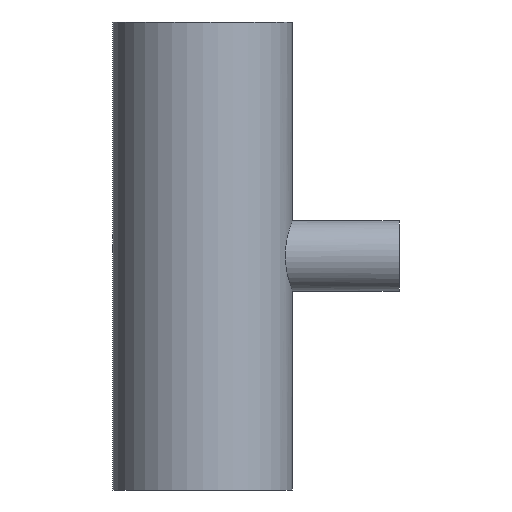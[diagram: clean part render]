
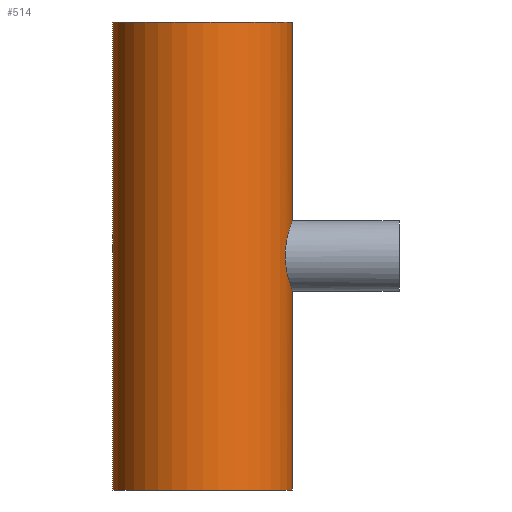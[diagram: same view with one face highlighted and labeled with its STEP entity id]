
A CAD part, front view. The second image highlights one B-rep face of the part: STEP entity #514.
In plain terms, the highlighted cylindrical face has radius 80 mm (diameter 160 mm), a partial arc.
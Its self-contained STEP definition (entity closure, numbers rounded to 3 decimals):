
#25 = LINE ( 'NONE', #369, #510 ) ;
#27 = EDGE_CURVE ( 'NONE', #174, #416, #462, .T. ) ;
#28 = CARTESIAN_POINT ( 'NONE',  ( 79.41, -9.709, 29.971 ) ) ;
#31 = CARTESIAN_POINT ( 'NONE',  ( 77.859, -18.404, 25.585 ) ) ;
#34 = CARTESIAN_POINT ( 'NONE',  ( 73.883, -30.681, 7.213 ) ) ;
#50 = CARTESIAN_POINT ( 'NONE',  ( 77.257, -20.823, -23.724 ) ) ;
#52 = VERTEX_POINT ( 'NONE', #300 ) ;
#70 = CARTESIAN_POINT ( 'NONE',  ( 73.581, -31.398, -2.592 ) ) ;
#74 = CARTESIAN_POINT ( 'NONE',  ( 79.681, -7.212, 30.681 ) ) ;
#77 = DIRECTION ( 'NONE',  ( 0., 0., -1. ) ) ;
#80 = CARTESIAN_POINT ( 'NONE',  ( 75.201, -27.317, 15.819 ) ) ;
#83 = CARTESIAN_POINT ( 'NONE',  ( 75.698, -25.883, 17.96 ) ) ;
#86 = CARTESIAN_POINT ( 'NONE',  ( 80., 0., -31.5 ) ) ;
#87 = ORIENTED_EDGE ( 'NONE', *, *, #27, .T. ) ;
#90 = CARTESIAN_POINT ( 'NONE',  ( 79.834, -5.173, -31.077 ) ) ;
#92 = LINE ( 'NONE', #493, #245 ) ;
#95 = DIRECTION ( 'NONE',  ( 1., 0., 0. ) ) ;
#96 = CARTESIAN_POINT ( 'NONE',  ( 76.002, -24.984, -19.212 ) ) ;
#116 = CYLINDRICAL_SURFACE ( 'NONE', #464, 80. ) ;
#118 = CARTESIAN_POINT ( 'NONE',  ( 73.543, -31.488, -1.022 ) ) ;
#120 = CARTESIAN_POINT ( 'NONE',  ( 80., -2.104, 31.5 ) ) ;
#126 = ORIENTED_EDGE ( 'NONE', *, *, #633, .F. ) ;
#128 = CARTESIAN_POINT ( 'NONE',  ( 76.003, -24.974, 19.204 ) ) ;
#140 = CARTESIAN_POINT ( 'NONE',  ( 79.894, -4.14, -31.231 ) ) ;
#163 = B_SPLINE_CURVE_WITH_KNOTS ( 'NONE', 3,
 ( #573, #120, #478, #74, #323, #28, #628, #415, #273, #534, #364, #31, #376, #222, #419, #580, #483, #625, #128, #371, #83, #80, #471, #278, #228, #282, #34, #231, #620, #166, #118, #316, #70, #270, #382, #386, #394, #443, #329, #637, #96, #391, #501, #587, #188, #50, #236, #595, #339, #436, #649, #601, #292, #430, #487, #342, #90, #140, #284, #195, #545, #86 ),
 .UNSPECIFIED., .F., .F.,
 ( 4, 2, 2, 2, 2, 2, 2, 2, 2, 2, 2, 2, 2, 2, 2, 2, 2, 2, 2, 2, 2, 2, 2, 2, 2, 2, 2, 2, 2, 2, 4 ),
 ( 0., 0.006, 0.009, 0.011, 0.012, 0.019, 0.022, 0.025, 0.028, 0.03, 0.031, 0.037, 0.04, 0.044, 0.05, 0.051, 0.053, 0.056, 0.062, 0.068, 0.072, 0.073, 0.075, 0.081, 0.082, 0.084, 0.087, 0.093, 0.095, 0.096, 0.1 ),
 .UNSPECIFIED. ) ;
#166 = CARTESIAN_POINT ( 'NONE',  ( 73.537, -31.5, -0.501 ) ) ;
#173 = CARTESIAN_POINT ( 'NONE',  ( -80., 0., 208.5 ) ) ;
#174 = VERTEX_POINT ( 'NONE', #265 ) ;
#180 = DIRECTION ( 'NONE',  ( 0., 0., -1. ) ) ;
#182 = VERTEX_POINT ( 'NONE', #557 ) ;
#188 = CARTESIAN_POINT ( 'NONE',  ( 76.735, -22.626, -21.922 ) ) ;
#195 = CARTESIAN_POINT ( 'NONE',  ( 79.98, -2.072, -31.449 ) ) ;
#196 = ORIENTED_EDGE ( 'NONE', *, *, #551, .F. ) ;
#222 = CARTESIAN_POINT ( 'NONE',  ( 77.249, -20.815, 23.665 ) ) ;
#225 = CARTESIAN_POINT ( 'NONE',  ( 80., 0., -31.5 ) ) ;
#226 = EDGE_CURVE ( 'NONE', #343, #416, #25, .T. ) ;
#228 = CARTESIAN_POINT ( 'NONE',  ( 74.237, -29.816, 10.215 ) ) ;
#231 = CARTESIAN_POINT ( 'NONE',  ( 73.627, -31.294, 4.156 ) ) ;
#234 = FACE_OUTER_BOUND ( 'NONE', #528, .T. ) ;
#236 = CARTESIAN_POINT ( 'NONE',  ( 77.668, -19.253, -25.015 ) ) ;
#243 = DIRECTION ( 'NONE',  ( 1., 0., 0. ) ) ;
#245 = VECTOR ( 'NONE', #249, 1000. ) ;
#249 = DIRECTION ( 'NONE',  ( 0., 0., -1. ) ) ;
#255 = AXIS2_PLACEMENT_3D ( 'NONE', #596, #285, #243 ) ;
#265 = CARTESIAN_POINT ( 'NONE',  ( -80., 0., -208.5 ) ) ;
#270 = CARTESIAN_POINT ( 'NONE',  ( 73.647, -31.242, -4.157 ) ) ;
#271 = ORIENTED_EDGE ( 'NONE', *, *, #368, .F. ) ;
#273 = CARTESIAN_POINT ( 'NONE',  ( 79.146, -11.666, 29.265 ) ) ;
#276 = DIRECTION ( 'NONE',  ( 0., 0., -1. ) ) ;
#278 = CARTESIAN_POINT ( 'NONE',  ( 74.377, -29.466, 11.183 ) ) ;
#282 = CARTESIAN_POINT ( 'NONE',  ( 73.99, -30.423, 8.232 ) ) ;
#284 = CARTESIAN_POINT ( 'NONE',  ( 79.92, -3.623, -31.295 ) ) ;
#285 = DIRECTION ( 'NONE',  ( 0., 0., 1. ) ) ;
#290 = CARTESIAN_POINT ( 'NONE',  ( 80., 0., -208.5 ) ) ;
#292 = CARTESIAN_POINT ( 'NONE',  ( 78.932, -13.065, -28.681 ) ) ;
#300 = CARTESIAN_POINT ( 'NONE',  ( 80., 0., 31.5 ) ) ;
#303 = CIRCLE ( 'NONE', #322, 80. ) ;
#314 = VECTOR ( 'NONE', #276, 1000. ) ;
#316 = CARTESIAN_POINT ( 'NONE',  ( 73.565, -31.436, -2.067 ) ) ;
#322 = AXIS2_PLACEMENT_3D ( 'NONE', #350, #558, #95 ) ;
#323 = CARTESIAN_POINT ( 'NONE',  ( 79.583, -8.216, 30.427 ) ) ;
#329 = CARTESIAN_POINT ( 'NONE',  ( 75.208, -27.299, -15.848 ) ) ;
#331 = DIRECTION ( 'NONE',  ( -1., 0., 0. ) ) ;
#338 = CARTESIAN_POINT ( 'NONE',  ( -80., 0., 208.5 ) ) ;
#339 = CARTESIAN_POINT ( 'NONE',  ( 78.241, -16.692, -26.719 ) ) ;
#342 = CARTESIAN_POINT ( 'NONE',  ( 79.799, -5.691, -30.986 ) ) ;
#343 = VERTEX_POINT ( 'NONE', #225 ) ;
#350 = CARTESIAN_POINT ( 'NONE',  ( 0., 0., 208.5 ) ) ;
#360 = EDGE_CURVE ( 'NONE', #632, #174, #425, .T. ) ;
#364 = CARTESIAN_POINT ( 'NONE',  ( 78.434, -15.847, 27.301 ) ) ;
#368 = EDGE_CURVE ( 'NONE', #52, #343, #163, .T. ) ;
#369 = CARTESIAN_POINT ( 'NONE',  ( 80., 0., 208.5 ) ) ;
#371 = CARTESIAN_POINT ( 'NONE',  ( 75.799, -25.586, 18.381 ) ) ;
#376 = CARTESIAN_POINT ( 'NONE',  ( 77.658, -19.234, 24.967 ) ) ;
#382 = CARTESIAN_POINT ( 'NONE',  ( 73.713, -31.087, -5.186 ) ) ;
#386 = CARTESIAN_POINT ( 'NONE',  ( 73.969, -30.476, -8.231 ) ) ;
#391 = CARTESIAN_POINT ( 'NONE',  ( 76.314, -24.005, -20.402 ) ) ;
#394 = CARTESIAN_POINT ( 'NONE',  ( 74.218, -29.873, -10.207 ) ) ;
#415 = CARTESIAN_POINT ( 'NONE',  ( 79.216, -11.183, 29.452 ) ) ;
#416 = VERTEX_POINT ( 'NONE', #290 ) ;
#419 = CARTESIAN_POINT ( 'NONE',  ( 77.041, -21.569, 22.979 ) ) ;
#425 = LINE ( 'NONE', #173, #314 ) ;
#430 = CARTESIAN_POINT ( 'NONE',  ( 79.367, -10.225, -29.865 ) ) ;
#436 = CARTESIAN_POINT ( 'NONE',  ( 78.424, -15.807, -27.252 ) ) ;
#443 = CARTESIAN_POINT ( 'NONE',  ( 74.843, -28.272, -14.045 ) ) ;
#462 = CIRCLE ( 'NONE', #255, 80. ) ;
#464 = AXIS2_PLACEMENT_3D ( 'NONE', #639, #180, #331 ) ;
#471 = CARTESIAN_POINT ( 'NONE',  ( 74.838, -28.283, 14.019 ) ) ;
#478 = CARTESIAN_POINT ( 'NONE',  ( 79.917, -4.169, 31.291 ) ) ;
#483 = CARTESIAN_POINT ( 'NONE',  ( 76.415, -23.689, 20.788 ) ) ;
#487 = CARTESIAN_POINT ( 'NONE',  ( 79.6, -8.255, -30.471 ) ) ;
#493 = CARTESIAN_POINT ( 'NONE',  ( 80., 0., 208.5 ) ) ;
#501 = CARTESIAN_POINT ( 'NONE',  ( 76.42, -23.668, -20.793 ) ) ;
#510 = VECTOR ( 'NONE', #77, 1000. ) ;
#514 = ADVANCED_FACE ( 'NONE', ( #234 ), #116, .T. ) ;
#528 = EDGE_LOOP ( 'NONE', ( #196, #126, #577, #87, #535, #271 ) ) ;
#534 = CARTESIAN_POINT ( 'NONE',  ( 78.781, -14.045, 28.271 ) ) ;
#535 = ORIENTED_EDGE ( 'NONE', *, *, #226, .F. ) ;
#545 = CARTESIAN_POINT ( 'NONE',  ( 80., -1.036, -31.5 ) ) ;
#551 = EDGE_CURVE ( 'NONE', #182, #52, #92, .T. ) ;
#557 = CARTESIAN_POINT ( 'NONE',  ( 80., 0., 208.5 ) ) ;
#558 = DIRECTION ( 'NONE',  ( 0., 0., 1. ) ) ;
#573 = CARTESIAN_POINT ( 'NONE',  ( 80., 0., 31.5 ) ) ;
#577 = ORIENTED_EDGE ( 'NONE', *, *, #360, .T. ) ;
#580 = CARTESIAN_POINT ( 'NONE',  ( 76.624, -23.006, 21.541 ) ) ;
#587 = CARTESIAN_POINT ( 'NONE',  ( 76.63, -22.979, -21.552 ) ) ;
#595 = CARTESIAN_POINT ( 'NONE',  ( 78.147, -17.126, -26.443 ) ) ;
#596 = CARTESIAN_POINT ( 'NONE',  ( 0., 0., -208.5 ) ) ;
#601 = CARTESIAN_POINT ( 'NONE',  ( 78.772, -13.993, -28.24 ) ) ;
#620 = CARTESIAN_POINT ( 'NONE',  ( 73.538, -31.499, 2.098 ) ) ;
#625 = CARTESIAN_POINT ( 'NONE',  ( 76.105, -24.66, 19.606 ) ) ;
#628 = CARTESIAN_POINT ( 'NONE',  ( 79.348, -10.206, 29.805 ) ) ;
#632 = VERTEX_POINT ( 'NONE', #338 ) ;
#633 = EDGE_CURVE ( 'NONE', #632, #182, #303, .T. ) ;
#637 = CARTESIAN_POINT ( 'NONE',  ( 75.798, -25.594, -18.391 ) ) ;
#639 = CARTESIAN_POINT ( 'NONE',  ( 0., 0., 208.5 ) ) ;
#649 = CARTESIAN_POINT ( 'NONE',  ( 78.514, -15.356, -27.508 ) ) ;
